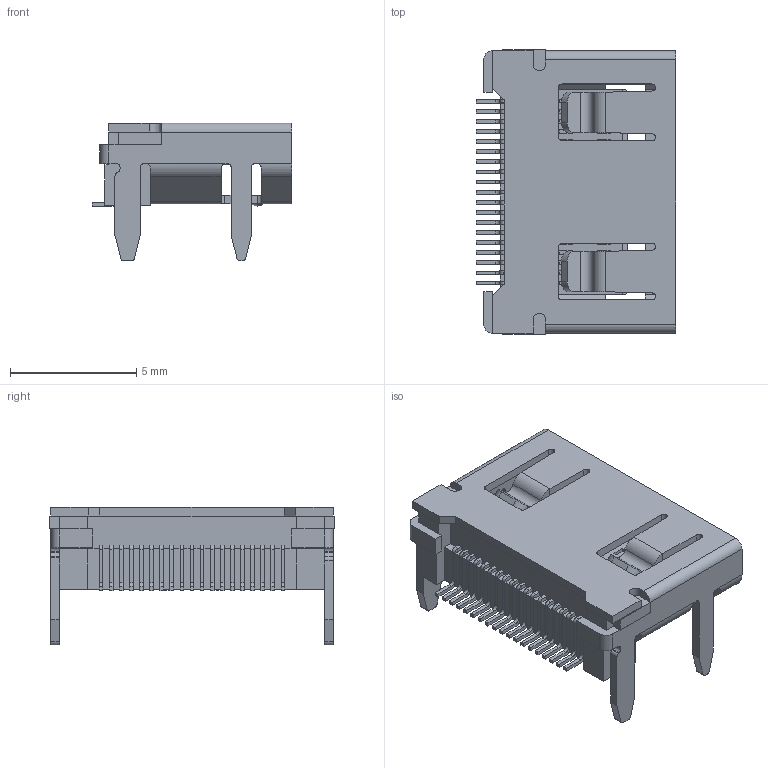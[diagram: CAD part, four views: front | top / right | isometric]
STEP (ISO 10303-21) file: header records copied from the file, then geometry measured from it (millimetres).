
FILE_DESCRIPTION(/* description */ (''),/* implementation_level */ '2;1');
FILE_NAME(/* name */ 'Mini HDMI 685119136923.step',/* time_stamp */ '2025-07-01T17:29:15+09:00',/* author */ (''),/* organization */ (''),/* preprocessor_version */ 'ST-DEVELOPER v20.1',/* originating_system */ 'Autodesk Translation Framework v14.10.0.0',/* authorisation */ '');
FILE_SCHEMA (('AUTOMOTIVE_DESIGN { 1 0 10303 214 3 1 1 }'));
Length unit declared in the file: millimetre
Products named in the file (7): Mini HDMI 685119136923; Mini HDMI 685119136923(1); Housing; Shielding; Housing2; Pin1; Pin2
Assembly tree (23 placements, depth 3):
  Mini HDMI 685119136923
    Mini HDMI 685119136923(1)
      Housing
      Shielding
      Housing2
      Pin1  x18
      Pin2
Bounding box: 7.9 x 11.25 x 5.45 mm (x, y, z)
Volume: 125.9 mm3; surface area: 737.2 mm2
Topology: 22 solids, 22 shells, 832 faces, 2493 edges, 1630 vertices
Faces by surface type: plane 671, cylinder 151, bspline 10
Entity records: 21363 total; most frequent: CARTESIAN_POINT 4125, ORIENTED_EDGE 3762, DIRECTION 3275, EDGE_CURVE 1881, LINE 1691, VECTOR 1691, VERTEX_POINT 1222, AXIS2_PLACEMENT_3D 792
